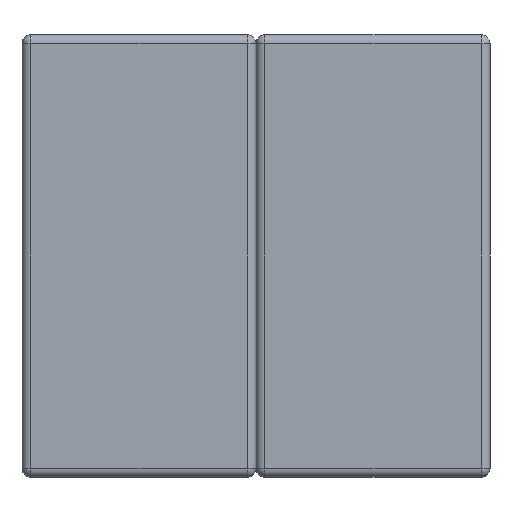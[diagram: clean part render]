
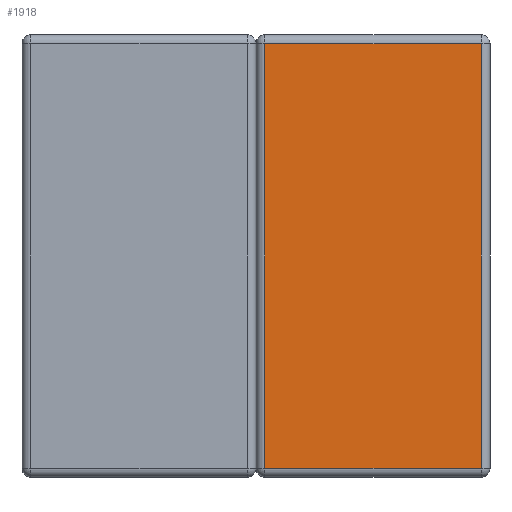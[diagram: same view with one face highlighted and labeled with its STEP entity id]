
A CAD part, left-side view. The second image highlights one B-rep face of the part: STEP entity #1918.
In plain terms, the highlighted planar face has unit normal (-1, 0, 0).
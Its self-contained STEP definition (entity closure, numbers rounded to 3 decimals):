
#16 = CARTESIAN_POINT ( 'NONE',  ( 0., 0.07, -0.07 ) ) ;
#200 = DIRECTION ( 'NONE',  ( 0., 0., 1. ) ) ;
#737 = VERTEX_POINT ( 'NONE', #4521 ) ;
#839 = EDGE_CURVE ( 'NONE', #3651, #5392, #4735, .T. ) ;
#891 = EDGE_CURVE ( 'NONE', #2815, #737, #6786, .T. ) ;
#1278 = CARTESIAN_POINT ( 'NONE',  ( 0., 0.07, 0. ) ) ;
#1323 = DIRECTION ( 'NONE',  ( -1., 0., 0. ) ) ;
#1533 = ORIENTED_EDGE ( 'NONE', *, *, #839, .T. ) ;
#1844 = VECTOR ( 'NONE', #7376, 1000. ) ;
#1918 = ADVANCED_FACE ( 'NONE', ( #5480 ), #6642, .T. ) ;
#2343 = VECTOR ( 'NONE', #3335, 1000. ) ;
#2382 = CARTESIAN_POINT ( 'NONE',  ( 0., 1.78, -0.07 ) ) ;
#2499 = ORIENTED_EDGE ( 'NONE', *, *, #4343, .T. ) ;
#2734 = CARTESIAN_POINT ( 'NONE',  ( 0., 1.78, -3.5 ) ) ;
#2815 = VERTEX_POINT ( 'NONE', #2382 ) ;
#2909 = CARTESIAN_POINT ( 'NONE',  ( 0., 1.85, -0.07 ) ) ;
#3110 = CARTESIAN_POINT ( 'NONE',  ( 0., 0., 0. ) ) ;
#3165 = VECTOR ( 'NONE', #4234, 1000. ) ;
#3335 = DIRECTION ( 'NONE',  ( 0., -1., 0. ) ) ;
#3406 = EDGE_CURVE ( 'NONE', #737, #3651, #5528, .T. ) ;
#3498 = LINE ( 'NONE', #2909, #3165 ) ;
#3651 = VERTEX_POINT ( 'NONE', #5517 ) ;
#3925 = AXIS2_PLACEMENT_3D ( 'NONE', #3110, #1323, #200 ) ;
#3986 = CARTESIAN_POINT ( 'NONE',  ( 0., 0., -3.43 ) ) ;
#4234 = DIRECTION ( 'NONE',  ( 0., 1., 0. ) ) ;
#4343 = EDGE_CURVE ( 'NONE', #5392, #2815, #3498, .T. ) ;
#4521 = CARTESIAN_POINT ( 'NONE',  ( 0., 1.78, -3.43 ) ) ;
#4735 = LINE ( 'NONE', #1278, #5620 ) ;
#5066 = EDGE_LOOP ( 'NONE', ( #6440, #1533, #2499, #7576 ) ) ;
#5293 = DIRECTION ( 'NONE',  ( 0., 0., 1. ) ) ;
#5392 = VERTEX_POINT ( 'NONE', #16 ) ;
#5480 = FACE_OUTER_BOUND ( 'NONE', #5066, .T. ) ;
#5517 = CARTESIAN_POINT ( 'NONE',  ( 0., 0.07, -3.43 ) ) ;
#5528 = LINE ( 'NONE', #3986, #2343 ) ;
#5620 = VECTOR ( 'NONE', #5293, 1000. ) ;
#6440 = ORIENTED_EDGE ( 'NONE', *, *, #3406, .T. ) ;
#6642 = PLANE ( 'NONE',  #3925 ) ;
#6786 = LINE ( 'NONE', #2734, #1844 ) ;
#7376 = DIRECTION ( 'NONE',  ( 0., 0., -1. ) ) ;
#7576 = ORIENTED_EDGE ( 'NONE', *, *, #891, .T. ) ;
